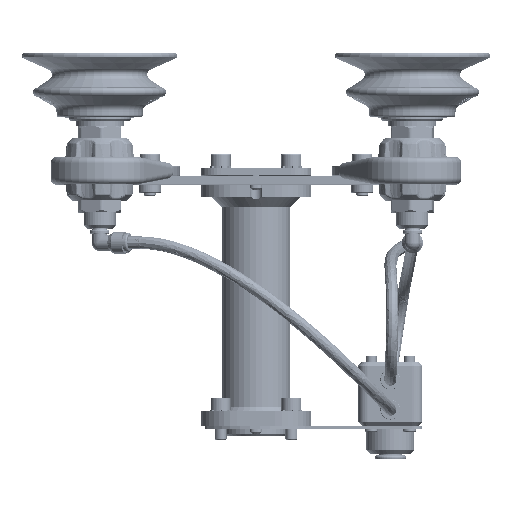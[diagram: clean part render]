
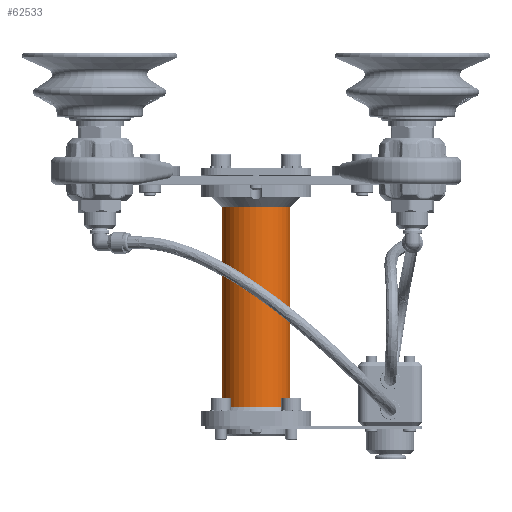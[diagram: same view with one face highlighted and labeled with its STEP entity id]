
A CAD part, top view. The second image highlights one B-rep face of the part: STEP entity #62533.
In plain terms, the highlighted cylindrical face has radius 17 mm (diameter 34 mm), a partial arc.
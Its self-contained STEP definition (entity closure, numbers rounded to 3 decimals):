
#369 = CARTESIAN_POINT ( 'NONE',  ( -17., -1000., 0. ) ) ;
#2958 = ORIENTED_EDGE ( 'NONE', *, *, #83408, .F. ) ;
#6722 = CYLINDRICAL_SURFACE ( 'NONE', #49598, 17. ) ;
#8240 = LINE ( 'NONE', #67206, #84980 ) ;
#8576 = DIRECTION ( 'NONE',  ( 0., -1., 0. ) ) ;
#13869 = CIRCLE ( 'NONE', #26044, 17. ) ;
#15565 = LINE ( 'NONE', #369, #47083 ) ;
#22079 = EDGE_CURVE ( 'NONE', #67611, #76808, #50076, .T. ) ;
#22081 = EDGE_CURVE ( 'NONE', #67611, #25607, #15565, .T. ) ;
#25607 = VERTEX_POINT ( 'NONE', #49362 ) ;
#26044 = AXIS2_PLACEMENT_3D ( 'NONE', #60221, #89347, #37891 ) ;
#29737 = ORIENTED_EDGE ( 'NONE', *, *, #22081, .F. ) ;
#37263 = DIRECTION ( 'NONE',  ( 0., -1., 0. ) ) ;
#37891 = DIRECTION ( 'NONE',  ( 1., 0., 0. ) ) ;
#44090 = CARTESIAN_POINT ( 'NONE',  ( 0., 114., 0. ) ) ;
#44703 = FACE_OUTER_BOUND ( 'NONE', #46300, .T. ) ;
#46300 = EDGE_LOOP ( 'NONE', ( #29737, #50031, #73080, #2958 ) ) ;
#47083 = VECTOR ( 'NONE', #59308, 1000. ) ;
#47368 = CARTESIAN_POINT ( 'NONE',  ( 17., 14.3, 0. ) ) ;
#49362 = CARTESIAN_POINT ( 'NONE',  ( -17., 14.3, 0. ) ) ;
#49598 = AXIS2_PLACEMENT_3D ( 'NONE', #80477, #8576, #65672 ) ;
#50031 = ORIENTED_EDGE ( 'NONE', *, *, #22079, .T. ) ;
#50076 = CIRCLE ( 'NONE', #79073, 17. ) ;
#53438 = CARTESIAN_POINT ( 'NONE',  ( 17., 114., 0. ) ) ;
#54822 = VERTEX_POINT ( 'NONE', #47368 ) ;
#59308 = DIRECTION ( 'NONE',  ( 0., -1., 0. ) ) ;
#60221 = CARTESIAN_POINT ( 'NONE',  ( 0., 14.3, 0. ) ) ;
#62533 = ADVANCED_FACE ( 'NONE', ( #44703 ), #6722, .T. ) ;
#65672 = DIRECTION ( 'NONE',  ( 1., 0., 0. ) ) ;
#67206 = CARTESIAN_POINT ( 'NONE',  ( 17., -1000., 0. ) ) ;
#67611 = VERTEX_POINT ( 'NONE', #90478 ) ;
#72710 = EDGE_CURVE ( 'NONE', #76808, #54822, #8240, .T. ) ;
#73080 = ORIENTED_EDGE ( 'NONE', *, *, #72710, .T. ) ;
#73178 = DIRECTION ( 'NONE',  ( 0., -1., 0. ) ) ;
#76808 = VERTEX_POINT ( 'NONE', #53438 ) ;
#79073 = AXIS2_PLACEMENT_3D ( 'NONE', #44090, #73178, #81747 ) ;
#80477 = CARTESIAN_POINT ( 'NONE',  ( 0., -1000., 0. ) ) ;
#81747 = DIRECTION ( 'NONE',  ( 1., 0., 0. ) ) ;
#83408 = EDGE_CURVE ( 'NONE', #25607, #54822, #13869, .T. ) ;
#84980 = VECTOR ( 'NONE', #37263, 1000. ) ;
#89347 = DIRECTION ( 'NONE',  ( 0., -1., 0. ) ) ;
#90478 = CARTESIAN_POINT ( 'NONE',  ( -17., 114., 0. ) ) ;
